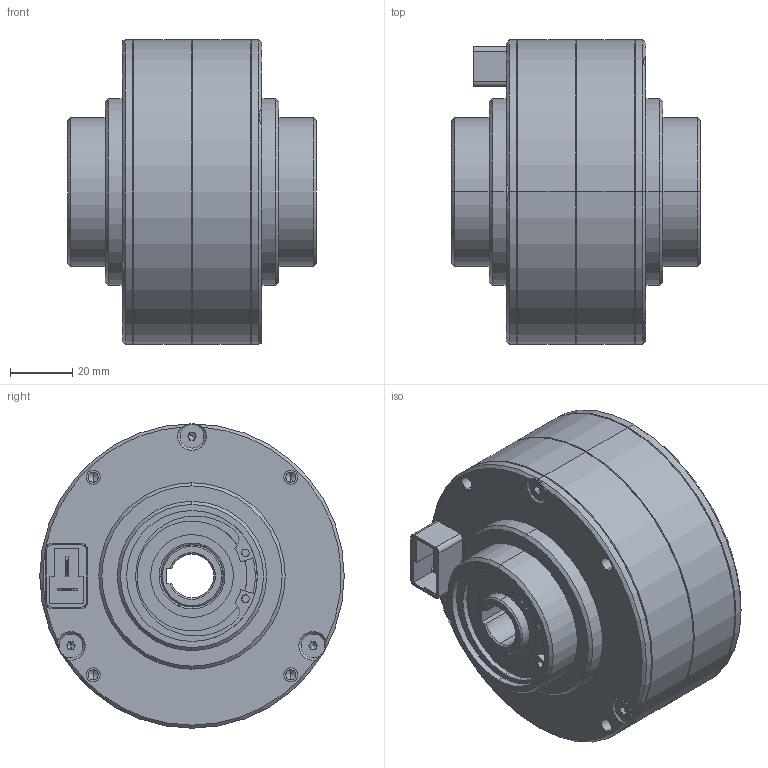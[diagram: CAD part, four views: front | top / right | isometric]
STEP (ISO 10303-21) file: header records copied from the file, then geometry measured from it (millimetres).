
FILE_DESCRIPTION (( 'STEP AP214' ), '1' );
FILE_NAME ('MPB10_035a-001...003.STEP', '2024-02-05T09:18:32', ( '' ), ( '' ), 'SwSTEP 2.0', 'SolidWorks 2023', '' );
FILE_SCHEMA (( 'AUTOMOTIVE_DESIGN' ));
Length unit declared in the file: millimetre
Products named in the file (1): MPB10_035a-001...003
Bounding box: 80 x 98 x 98 mm (x, y, z)
Volume: 391931 mm3; surface area: 43405.8 mm2
Topology: 1 solids, 7 shells, 589 faces, 1487 edges, 916 vertices
Faces by surface type: plane 249, cylinder 218, cone 98, torus 24
Entity records: 24011 total; most frequent: DIRECTION 3261, CARTESIAN_POINT 3085, ORIENTED_EDGE 2918, EDGE_CURVE 1459, AXIS2_PLACEMENT_3D 1236, VERTEX_POINT 916, VECTOR 789, LINE 789
